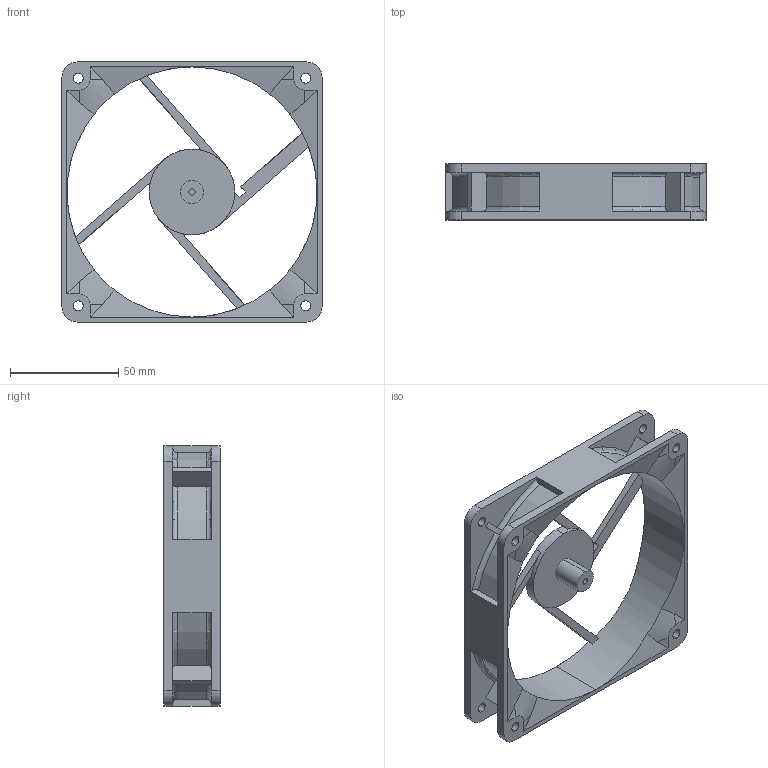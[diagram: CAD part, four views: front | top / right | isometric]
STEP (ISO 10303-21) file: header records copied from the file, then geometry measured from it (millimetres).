
FILE_DESCRIPTION (( 'STEP AP214' ), '1' );
FILE_NAME ('fan.STEP', '2024-04-17T02:57:58', ( '' ), ( '' ), 'SwSTEP 2.0', 'SolidWorks 2022', '' );
FILE_SCHEMA (( 'AUTOMOTIVE_DESIGN' ));
Length unit declared in the file: millimetre
Products named in the file (1): fan
Bounding box: 120 x 26 x 120 mm (x, y, z)
Volume: 53012.9 mm3; surface area: 41610.1 mm2
Topology: 2 solids, 2 shells, 163 faces, 476 edges, 317 vertices
Faces by surface type: plane 89, cylinder 50, torus 16, cone 8
Entity records: 5985 total; most frequent: CARTESIAN_POINT 1593, ORIENTED_EDGE 952, DIRECTION 864, EDGE_CURVE 476, VERTEX_POINT 317, AXIS2_PLACEMENT_3D 296, VECTOR 272, LINE 272
